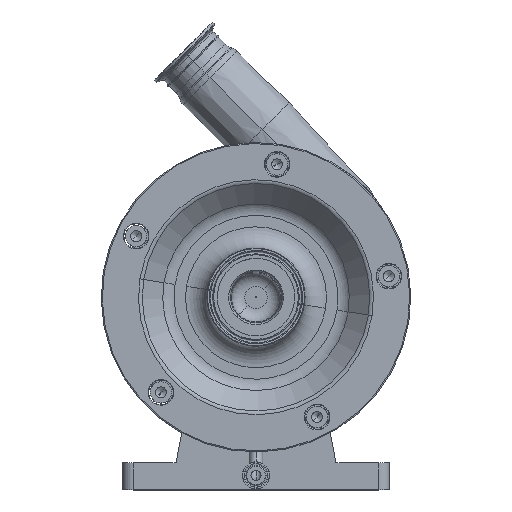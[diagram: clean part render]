
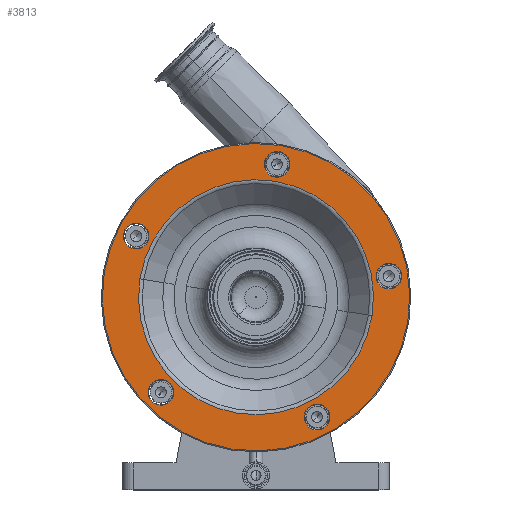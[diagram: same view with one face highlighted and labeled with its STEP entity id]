
A CAD part, top view. The second image highlights one B-rep face of the part: STEP entity #3813.
In plain terms, the highlighted planar face has unit normal (0, 0, 1).
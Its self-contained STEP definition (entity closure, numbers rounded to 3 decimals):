
#107 = DIRECTION ( 'NONE',  ( 0., 0., -1. ) ) ;
#185 = CIRCLE ( 'NONE', #11229, 110.071 ) ;
#311 = AXIS2_PLACEMENT_3D ( 'NONE', #6047, #10429, #2911 ) ;
#439 = AXIS2_PLACEMENT_3D ( 'NONE', #6133, #5725, #4261 ) ;
#475 = CIRCLE ( 'NONE', #3003, 144. ) ;
#534 = EDGE_CURVE ( 'NONE', #9178, #9785, #185, .T. ) ;
#569 = DIRECTION ( 'NONE',  ( 0.988, -0.156, 0. ) ) ;
#663 = CARTESIAN_POINT ( 'NONE',  ( 57.203, 67.733, 220. ) ) ;
#677 = CARTESIAN_POINT ( 'NONE',  ( 45.351, 69.61, 220. ) ) ;
#736 = CARTESIAN_POINT ( 'NONE',  ( 57.203, 67.733, 220. ) ) ;
#922 = EDGE_CURVE ( 'NONE', #8374, #18065, #2147, .T. ) ;
#1170 = AXIS2_PLACEMENT_3D ( 'NONE', #14032, #7678, #11058 ) ;
#1253 = ORIENTED_EDGE ( 'NONE', *, *, #18812, .F. ) ;
#1300 = FACE_BOUND ( 'NONE', #19248, .T. ) ;
#1304 = DIRECTION ( 'NONE',  ( 0., 0., 1. ) ) ;
#1343 = ORIENTED_EDGE ( 'NONE', *, *, #10603, .F. ) ;
#1377 = EDGE_CURVE ( 'NONE', #1868, #19202, #475, .T. ) ;
#1390 = FACE_OUTER_BOUND ( 'NONE', #13962, .T. ) ;
#1553 = ORIENTED_EDGE ( 'NONE', *, *, #10987, .F. ) ;
#1684 = EDGE_CURVE ( 'NONE', #18065, #8374, #10066, .T. ) ;
#1806 = AXIS2_PLACEMENT_3D ( 'NONE', #736, #6736, #18325 ) ;
#1868 = VERTEX_POINT ( 'NONE', #3360 ) ;
#1900 = ORIENTED_EDGE ( 'NONE', *, *, #9018, .F. ) ;
#2113 = AXIS2_PLACEMENT_3D ( 'NONE', #11885, #107, #7404 ) ;
#2147 = CIRCLE ( 'NONE', #3710, 12. ) ;
#2243 = DIRECTION ( 'NONE',  ( 0.988, -0.156, 0. ) ) ;
#2868 = EDGE_CURVE ( 'NONE', #12055, #4892, #8787, .T. ) ;
#2911 = DIRECTION ( 'NONE',  ( 0.988, -0.156, 0. ) ) ;
#2977 = ORIENTED_EDGE ( 'NONE', *, *, #534, .F. ) ;
#3003 = AXIS2_PLACEMENT_3D ( 'NONE', #9013, #15249, #19468 ) ;
#3209 = EDGE_CURVE ( 'NONE', #4892, #12055, #10078, .T. ) ;
#3324 = DIRECTION ( 'NONE',  ( 0., 0., 1. ) ) ;
#3360 = CARTESIAN_POINT ( 'NONE',  ( -142.227, 202.527, 220. ) ) ;
#3359 = CIRCLE ( 'NONE', #1806, 12. ) ;
#3446 = ORIENTED_EDGE ( 'NONE', *, *, #17707, .T. ) ;
#3478 = DIRECTION ( 'NONE',  ( 0.988, -0.156, 0. ) ) ;
#3710 = AXIS2_PLACEMENT_3D ( 'NONE', #8199, #14241, #2243 ) ;
#3758 = DIRECTION ( 'NONE',  ( 0., 0., 1. ) ) ;
#3813 = ADVANCED_FACE ( 'NONE', ( #10405, #18071, #19254, #5720, #14850, #1390, #1300 ), #15149, .F. ) ;
#3852 = CARTESIAN_POINT ( 'NONE',  ( 19.711, 304.449, 220. ) ) ;
#4261 = DIRECTION ( 'NONE',  ( 0.988, -0.156, 0. ) ) ;
#4282 = EDGE_LOOP ( 'NONE', ( #1900, #2977 ) ) ;
#4532 = CARTESIAN_POINT ( 'NONE',  ( 0., 180., 220. ) ) ;
#4621 = EDGE_LOOP ( 'NONE', ( #1343, #10170 ) ) ;
#4863 = CIRCLE ( 'NONE', #12779, 110.071 ) ;
#4892 = VERTEX_POINT ( 'NONE', #13052 ) ;
#5144 = VERTEX_POINT ( 'NONE', #18641 ) ;
#5197 = AXIS2_PLACEMENT_3D ( 'NONE', #663, #16981, #15500 ) ;
#5720 = FACE_BOUND ( 'NONE', #4621, .T. ) ;
#5725 = DIRECTION ( 'NONE',  ( 0., 0., 1. ) ) ;
#5801 = AXIS2_PLACEMENT_3D ( 'NONE', #3852, #8213, #14255 ) ;
#6047 = CARTESIAN_POINT ( 'NONE',  ( -89.095, 90.905, 220. ) ) ;
#6133 = CARTESIAN_POINT ( 'NONE',  ( 19.711, 304.449, 220. ) ) ;
#6190 = CARTESIAN_POINT ( 'NONE',  ( -108.716, 197.219, 220. ) ) ;
#6593 = CARTESIAN_POINT ( 'NONE',  ( 136.301, 197.834, 220. ) ) ;
#6732 = ORIENTED_EDGE ( 'NONE', *, *, #9132, .F. ) ;
#6736 = DIRECTION ( 'NONE',  ( 0., 0., 1. ) ) ;
#7272 = ORIENTED_EDGE ( 'NONE', *, *, #2868, .F. ) ;
#7404 = DIRECTION ( 'NONE',  ( -0.988, 0.156, 0. ) ) ;
#7678 = DIRECTION ( 'NONE',  ( 0., 0., 1. ) ) ;
#7953 = VERTEX_POINT ( 'NONE', #13949 ) ;
#8016 = CIRCLE ( 'NONE', #5801, 12. ) ;
#8199 = CARTESIAN_POINT ( 'NONE',  ( 124.449, 199.711, 220. ) ) ;
#8213 = DIRECTION ( 'NONE',  ( 0., 0., 1. ) ) ;
#8374 = VERTEX_POINT ( 'NONE', #13863 ) ;
#8584 = EDGE_LOOP ( 'NONE', ( #7272, #14958 ) ) ;
#8699 = CARTESIAN_POINT ( 'NONE',  ( 124.449, 199.711, 220. ) ) ;
#8787 = CIRCLE ( 'NONE', #9735, 12. ) ;
#9013 = CARTESIAN_POINT ( 'NONE',  ( 0., 180., 220. ) ) ;
#9018 = EDGE_CURVE ( 'NONE', #9785, #9178, #4863, .T. ) ;
#9122 = CARTESIAN_POINT ( 'NONE',  ( 108.716, 162.781, 220. ) ) ;
#9132 = EDGE_CURVE ( 'NONE', #7953, #5144, #14654, .T. ) ;
#9178 = VERTEX_POINT ( 'NONE', #6190 ) ;
#9295 = VERTEX_POINT ( 'NONE', #15978 ) ;
#9639 = CARTESIAN_POINT ( 'NONE',  ( -89.095, 90.905, 220. ) ) ;
#9735 = AXIS2_PLACEMENT_3D ( 'NONE', #9639, #3324, #18619 ) ;
#9785 = VERTEX_POINT ( 'NONE', #9122 ) ;
#10066 = CIRCLE ( 'NONE', #10694, 12. ) ;
#10078 = CIRCLE ( 'NONE', #311, 12. ) ;
#10170 = ORIENTED_EDGE ( 'NONE', *, *, #14921, .F. ) ;
#10405 = FACE_BOUND ( 'NONE', #17415, .T. ) ;
#10429 = DIRECTION ( 'NONE',  ( 0., 0., 1. ) ) ;
#10584 = DIRECTION ( 'NONE',  ( 0., 0., 1. ) ) ;
#10603 = EDGE_CURVE ( 'NONE', #9295, #18072, #8016, .T. ) ;
#10694 = AXIS2_PLACEMENT_3D ( 'NONE', #8699, #12973, #18868 ) ;
#10930 = ORIENTED_EDGE ( 'NONE', *, *, #922, .F. ) ;
#10987 = EDGE_CURVE ( 'NONE', #15546, #15651, #13757, .T. ) ;
#11058 = DIRECTION ( 'NONE',  ( 0.988, -0.156, 0. ) ) ;
#11229 = AXIS2_PLACEMENT_3D ( 'NONE', #14761, #1304, #13363 ) ;
#11819 = AXIS2_PLACEMENT_3D ( 'NONE', #18534, #16775, #569 ) ;
#11885 = CARTESIAN_POINT ( 'NONE',  ( 22.527, 322.227, 220. ) ) ;
#12055 = VERTEX_POINT ( 'NONE', #18022 ) ;
#12231 = CARTESIAN_POINT ( 'NONE',  ( 69.055, 65.856, 220. ) ) ;
#12302 = ORIENTED_EDGE ( 'NONE', *, *, #1377, .T. ) ;
#12407 = CARTESIAN_POINT ( 'NONE',  ( 142.227, 157.473, 220. ) ) ;
#12779 = AXIS2_PLACEMENT_3D ( 'NONE', #17018, #3758, #3478 ) ;
#12973 = DIRECTION ( 'NONE',  ( 0., 0., 1. ) ) ;
#13030 = EDGE_CURVE ( 'NONE', #5144, #7953, #16959, .T. ) ;
#13052 = CARTESIAN_POINT ( 'NONE',  ( -100.948, 92.782, 220. ) ) ;
#13363 = DIRECTION ( 'NONE',  ( 0.988, -0.156, 0. ) ) ;
#13757 = CIRCLE ( 'NONE', #5197, 12. ) ;
#13863 = CARTESIAN_POINT ( 'NONE',  ( 112.596, 201.588, 220. ) ) ;
#13949 = CARTESIAN_POINT ( 'NONE',  ( -100.415, 235.326, 220. ) ) ;
#13962 = EDGE_LOOP ( 'NONE', ( #3446, #12302 ) ) ;
#14032 = CARTESIAN_POINT ( 'NONE',  ( -112.267, 237.203, 220. ) ) ;
#14241 = DIRECTION ( 'NONE',  ( 0., 0., 1. ) ) ;
#14255 = DIRECTION ( 'NONE',  ( 0.988, -0.156, 0. ) ) ;
#14322 = CARTESIAN_POINT ( 'NONE',  ( 7.858, 306.326, 220. ) ) ;
#14654 = CIRCLE ( 'NONE', #11819, 12. ) ;
#14753 = AXIS2_PLACEMENT_3D ( 'NONE', #4532, #10584, #16614 ) ;
#14761 = CARTESIAN_POINT ( 'NONE',  ( 0., 180., 220. ) ) ;
#14850 = FACE_BOUND ( 'NONE', #4282, .T. ) ;
#14921 = EDGE_CURVE ( 'NONE', #18072, #9295, #17456, .T. ) ;
#14958 = ORIENTED_EDGE ( 'NONE', *, *, #3209, .F. ) ;
#15149 = PLANE ( 'NONE',  #2113 ) ;
#15249 = DIRECTION ( 'NONE',  ( 0., 0., 1. ) ) ;
#15500 = DIRECTION ( 'NONE',  ( 0.988, -0.156, 0. ) ) ;
#15546 = VERTEX_POINT ( 'NONE', #677 ) ;
#15651 = VERTEX_POINT ( 'NONE', #12231 ) ;
#15978 = CARTESIAN_POINT ( 'NONE',  ( 31.563, 302.572, 220. ) ) ;
#16348 = ORIENTED_EDGE ( 'NONE', *, *, #1684, .F. ) ;
#16614 = DIRECTION ( 'NONE',  ( 0.988, -0.156, 0. ) ) ;
#16775 = DIRECTION ( 'NONE',  ( 0., 0., 1. ) ) ;
#16959 = CIRCLE ( 'NONE', #1170, 12. ) ;
#16981 = DIRECTION ( 'NONE',  ( 0., 0., 1. ) ) ;
#17018 = CARTESIAN_POINT ( 'NONE',  ( 0., 180., 220. ) ) ;
#17415 = EDGE_LOOP ( 'NONE', ( #16348, #10930 ) ) ;
#17456 = CIRCLE ( 'NONE', #439, 12. ) ;
#17707 = EDGE_CURVE ( 'NONE', #19202, #1868, #19127, .T. ) ;
#18022 = CARTESIAN_POINT ( 'NONE',  ( -77.243, 89.027, 220. ) ) ;
#18065 = VERTEX_POINT ( 'NONE', #6593 ) ;
#18071 = FACE_BOUND ( 'NONE', #18902, .T. ) ;
#18072 = VERTEX_POINT ( 'NONE', #14322 ) ;
#18301 = ORIENTED_EDGE ( 'NONE', *, *, #13030, .F. ) ;
#18325 = DIRECTION ( 'NONE',  ( 0.988, -0.156, 0. ) ) ;
#18534 = CARTESIAN_POINT ( 'NONE',  ( -112.267, 237.203, 220. ) ) ;
#18619 = DIRECTION ( 'NONE',  ( 0.988, -0.156, 0. ) ) ;
#18641 = CARTESIAN_POINT ( 'NONE',  ( -124.119, 239.08, 220. ) ) ;
#18812 = EDGE_CURVE ( 'NONE', #15651, #15546, #3359, .T. ) ;
#18868 = DIRECTION ( 'NONE',  ( 0.988, -0.156, 0. ) ) ;
#18902 = EDGE_LOOP ( 'NONE', ( #1253, #1553 ) ) ;
#19127 = CIRCLE ( 'NONE', #14753, 144. ) ;
#19202 = VERTEX_POINT ( 'NONE', #12407 ) ;
#19248 = EDGE_LOOP ( 'NONE', ( #6732, #18301 ) ) ;
#19254 = FACE_BOUND ( 'NONE', #8584, .T. ) ;
#19468 = DIRECTION ( 'NONE',  ( 0.988, -0.156, 0. ) ) ;
